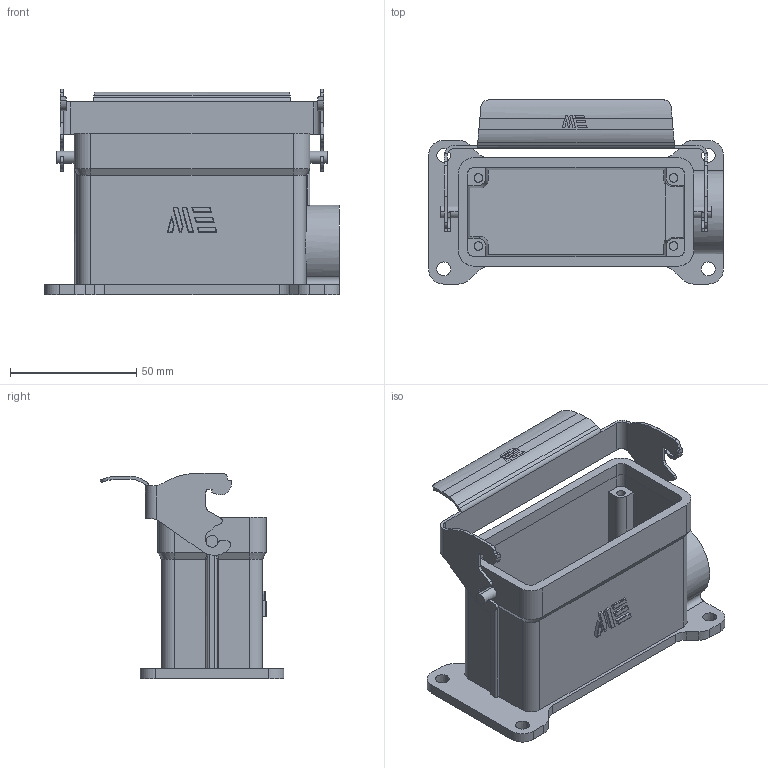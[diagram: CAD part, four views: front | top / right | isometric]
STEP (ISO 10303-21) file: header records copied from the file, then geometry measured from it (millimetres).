
FILE_DESCRIPTION (( 'STEP AP203' ), '1' );
FILE_NAME ('293612905S.step', '2025-02-12T17:53:58', ( '' ), ( '' ), 'SwSTEP 2.0', 'SolidWorks 2024', '' );
FILE_SCHEMA (( 'CONFIG_CONTROL_DESIGN' ));
Length unit declared in the file: inch
Products named in the file (1): 293612905S
Bounding box: 117 x 72.9 x 81.5 mm (x, y, z)
Volume: 76748.8 mm3; surface area: 54795.4 mm2
Topology: 1 solids, 1 shells, 397 faces, 1051 edges, 677 vertices
Faces by surface type: plane 195, cylinder 148, cone 42, bspline 12
Entity records: 13819 total; most frequent: CARTESIAN_POINT 4017, ORIENTED_EDGE 2102, DIRECTION 1952, EDGE_CURVE 1051, VERTEX_POINT 677, AXIS2_PLACEMENT_3D 653, VECTOR 646, LINE 646
